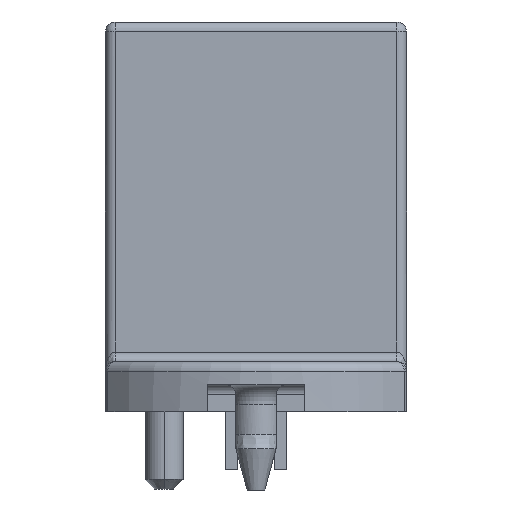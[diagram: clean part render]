
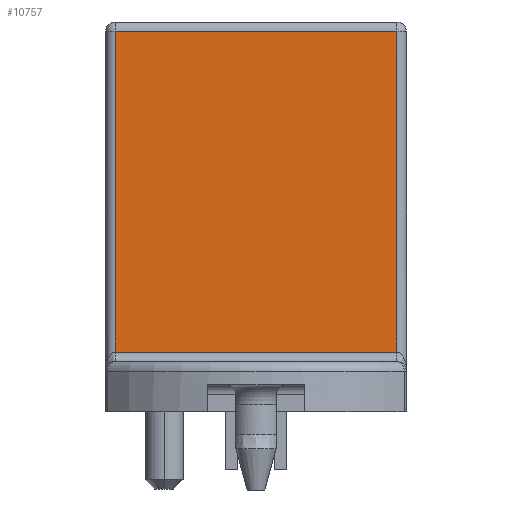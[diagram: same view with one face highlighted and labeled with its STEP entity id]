
A CAD part, left-side view. The second image highlights one B-rep face of the part: STEP entity #10757.
In plain terms, the highlighted planar face has unit normal (-1, 0, 0).
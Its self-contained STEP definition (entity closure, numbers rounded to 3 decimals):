
#234=DIRECTION('',(0.,-1.,0.));
#235=VECTOR('',#234,14.6);
#236=CARTESIAN_POINT('',(-23.4,7.3,-17.1));
#237=LINE('',#236,#235);
#238=DIRECTION('',(0.,0.,-1.));
#239=VECTOR('',#238,16.6);
#240=CARTESIAN_POINT('',(-23.4,7.3,-0.5));
#241=LINE('',#240,#239);
#242=DIRECTION('',(0.,-1.,0.));
#243=VECTOR('',#242,14.6);
#244=CARTESIAN_POINT('',(-23.4,7.3,-0.5));
#245=LINE('',#244,#243);
#246=DIRECTION('',(0.,0.,-1.));
#247=VECTOR('',#246,16.6);
#248=CARTESIAN_POINT('',(-23.4,-7.3,-0.5));
#249=LINE('',#248,#247);
#315=CARTESIAN_POINT('',(-23.4,-7.3,
-17.1));
#9630=CARTESIAN_POINT('',(-23.4,7.3,-0.5));
#9631=CARTESIAN_POINT('',(-23.4,-7.3,-0.5));
#9632=VERTEX_POINT('',#9630);
#9633=VERTEX_POINT('',#9631);
#9712=VERTEX_POINT('',#315);
#9715=CARTESIAN_POINT('',(-23.4,7.3,
-17.1));
#9716=VERTEX_POINT('',#9715);
#10743=CARTESIAN_POINT('',(-23.4,7.8,0.));
#10744=DIRECTION('',(-1.,0.,0.));
#10745=DIRECTION('',(0.,-1.,0.));
#10746=AXIS2_PLACEMENT_3D('',#10743,#10744,#10745);
#10747=PLANE('',#10746);
#10749=ORIENTED_EDGE('',*,*,#10748,.F.);
#10751=ORIENTED_EDGE('',*,*,#10750,.F.);
#10752=ORIENTED_EDGE('',*,*,#10733,.T.);
#10754=ORIENTED_EDGE('',*,*,#10753,.T.);
#10755=EDGE_LOOP('',(#10749,#10751,#10752,#10754));
#10756=FACE_OUTER_BOUND('',#10755,.F.);
#10733=EDGE_CURVE('',#9632,#9633,#245,.T.);
#10748=EDGE_CURVE('',#9716,#9712,#237,.T.);
#10750=EDGE_CURVE('',#9632,#9716,#241,.T.);
#10753=EDGE_CURVE('',#9633,#9712,#249,.T.);
#10757=ADVANCED_FACE('',(#10756),#10747,.T.);
